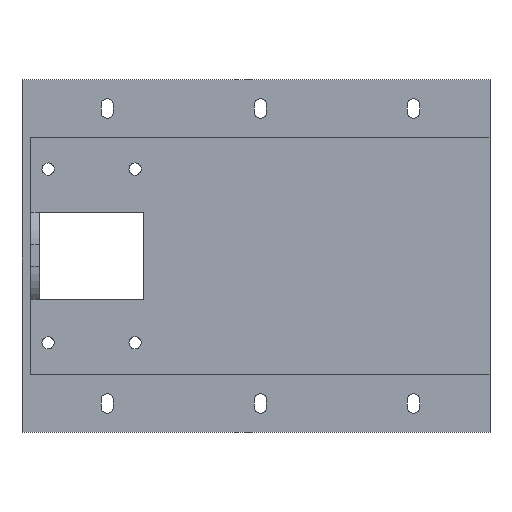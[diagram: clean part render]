
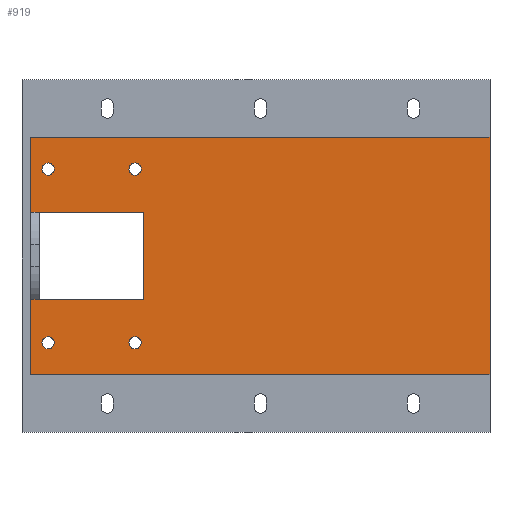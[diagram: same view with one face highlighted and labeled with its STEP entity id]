
A CAD part, top view. The second image highlights one B-rep face of the part: STEP entity #919.
In plain terms, the highlighted planar face has unit normal (0, 0, 1).
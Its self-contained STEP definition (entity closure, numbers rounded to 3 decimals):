
#16=FACE_BOUND('',#118,.T.);
#17=FACE_BOUND('',#119,.T.);
#18=FACE_BOUND('',#120,.T.);
#19=FACE_BOUND('',#121,.T.);
#40=PLANE('',#985);
#70=FACE_OUTER_BOUND('',#117,.T.);
#117=EDGE_LOOP('',(#652,#653,#654,#655,#656,#657,#658,#659,#660,#661));
#118=EDGE_LOOP('',(#662));
#119=EDGE_LOOP('',(#663));
#120=EDGE_LOOP('',(#664));
#121=EDGE_LOOP('',(#665));
#182=LINE('',#1338,#277);
#189=LINE('',#1356,#284);
#190=LINE('',#1359,#285);
#191=LINE('',#1361,#286);
#192=LINE('',#1362,#287);
#193=LINE('',#1364,#288);
#194=LINE('',#1366,#289);
#195=LINE('',#1368,#290);
#196=LINE('',#1370,#291);
#197=LINE('',#1371,#292);
#277=VECTOR('',#1074,10.);
#284=VECTOR('',#1091,10.);
#285=VECTOR('',#1094,10.);
#286=VECTOR('',#1095,10.);
#287=VECTOR('',#1096,10.);
#288=VECTOR('',#1097,10.);
#289=VECTOR('',#1098,10.);
#290=VECTOR('',#1099,10.);
#291=VECTOR('',#1100,10.);
#292=VECTOR('',#1101,10.);
#376=CIRCLE('',#986,2.1);
#377=CIRCLE('',#987,2.1);
#378=CIRCLE('',#988,2.1);
#379=CIRCLE('',#989,2.1);
#410=VERTEX_POINT('',#1331);
#413=VERTEX_POINT('',#1336);
#418=VERTEX_POINT('',#1350);
#419=VERTEX_POINT('',#1354);
#420=VERTEX_POINT('',#1358);
#421=VERTEX_POINT('',#1360);
#422=VERTEX_POINT('',#1363);
#423=VERTEX_POINT('',#1365);
#424=VERTEX_POINT('',#1367);
#425=VERTEX_POINT('',#1369);
#426=VERTEX_POINT('',#1372);
#427=VERTEX_POINT('',#1374);
#428=VERTEX_POINT('',#1376);
#429=VERTEX_POINT('',#1378);
#502=EDGE_CURVE('',#410,#413,#182,.T.);
#511=EDGE_CURVE('',#419,#418,#189,.T.);
#512=EDGE_CURVE('',#418,#420,#190,.T.);
#513=EDGE_CURVE('',#420,#421,#191,.T.);
#514=EDGE_CURVE('',#421,#410,#192,.T.);
#515=EDGE_CURVE('',#413,#422,#193,.T.);
#516=EDGE_CURVE('',#422,#423,#194,.T.);
#517=EDGE_CURVE('',#423,#424,#195,.T.);
#518=EDGE_CURVE('',#424,#425,#196,.T.);
#519=EDGE_CURVE('',#425,#419,#197,.T.);
#520=EDGE_CURVE('',#426,#426,#376,.T.);
#521=EDGE_CURVE('',#427,#427,#377,.T.);
#522=EDGE_CURVE('',#428,#428,#378,.T.);
#523=EDGE_CURVE('',#429,#429,#379,.T.);
#652=ORIENTED_EDGE('',*,*,#511,.T.);
#653=ORIENTED_EDGE('',*,*,#512,.T.);
#654=ORIENTED_EDGE('',*,*,#513,.T.);
#655=ORIENTED_EDGE('',*,*,#514,.T.);
#656=ORIENTED_EDGE('',*,*,#502,.T.);
#657=ORIENTED_EDGE('',*,*,#515,.T.);
#658=ORIENTED_EDGE('',*,*,#516,.T.);
#659=ORIENTED_EDGE('',*,*,#517,.T.);
#660=ORIENTED_EDGE('',*,*,#518,.T.);
#661=ORIENTED_EDGE('',*,*,#519,.T.);
#662=ORIENTED_EDGE('',*,*,#520,.T.);
#663=ORIENTED_EDGE('',*,*,#521,.T.);
#664=ORIENTED_EDGE('',*,*,#522,.T.);
#665=ORIENTED_EDGE('',*,*,#523,.T.);
#919=ADVANCED_FACE('',(#70,#16,#17,#18,#19),#40,.T.);
#985=AXIS2_PLACEMENT_3D('',#1357,#1092,#1093);
#986=AXIS2_PLACEMENT_3D('',#1373,#1102,#1103);
#987=AXIS2_PLACEMENT_3D('',#1375,#1104,#1105);
#988=AXIS2_PLACEMENT_3D('',#1377,#1106,#1107);
#989=AXIS2_PLACEMENT_3D('',#1379,#1108,#1109);
#1074=DIRECTION('',(-1.,0.,0.));
#1091=DIRECTION('',(1.,0.,0.));
#1092=DIRECTION('center_axis',(0.,0.,1.));
#1093=DIRECTION('ref_axis',(1.,0.,0.));
#1094=DIRECTION('',(1.,0.,0.));
#1095=DIRECTION('',(0.,-1.,0.));
#1096=DIRECTION('',(-1.,0.,0.));
#1097=DIRECTION('',(0.,-1.,0.));
#1098=DIRECTION('',(1.,0.,0.));
#1099=DIRECTION('',(0.,1.,0.));
#1100=DIRECTION('',(-1.,0.,0.));
#1101=DIRECTION('',(0.,-1.,0.));
#1102=DIRECTION('center_axis',(0.,0.,-1.));
#1103=DIRECTION('ref_axis',(1.,0.,0.));
#1104=DIRECTION('center_axis',(0.,0.,-1.));
#1105=DIRECTION('ref_axis',(1.,0.,0.));
#1106=DIRECTION('center_axis',(0.,0.,-1.));
#1107=DIRECTION('ref_axis',(1.,0.,0.));
#1108=DIRECTION('center_axis',(0.,0.,-1.));
#1109=DIRECTION('ref_axis',(1.,0.,0.));
#1331=CARTESIAN_POINT('',(-76.25,-15.,9.9));
#1336=CARTESIAN_POINT('',(-79.25,-15.,9.9));
#1338=CARTESIAN_POINT('',(-39.625,-15.,9.9));
#1350=CARTESIAN_POINT('',(-76.25,15.,9.9));
#1354=CARTESIAN_POINT('',(-79.25,15.,9.9));
#1356=CARTESIAN_POINT('',(-38.125,15.,9.9));
#1357=CARTESIAN_POINT('Origin',(0.,0.,9.9));
#1358=CARTESIAN_POINT('',(-40.25,15.,9.9));
#1359=CARTESIAN_POINT('',(-40.25,15.,9.9));
#1360=CARTESIAN_POINT('',(-40.25,-15.,9.9));
#1361=CARTESIAN_POINT('',(-40.25,-15.,9.9));
#1362=CARTESIAN_POINT('',(-76.25,-15.,9.9));
#1363=CARTESIAN_POINT('',(-79.25,-40.9,9.9));
#1364=CARTESIAN_POINT('',(-79.25,-40.9,9.9));
#1365=CARTESIAN_POINT('',(79.25,-40.9,9.9));
#1366=CARTESIAN_POINT('',(79.25,-40.9,9.9));
#1367=CARTESIAN_POINT('',(79.25,40.9,9.9));
#1368=CARTESIAN_POINT('',(79.25,40.9,9.9));
#1369=CARTESIAN_POINT('',(-79.25,40.9,9.9));
#1370=CARTESIAN_POINT('',(-79.25,40.9,9.9));
#1371=CARTESIAN_POINT('',(-79.25,-40.9,9.9));
#1372=CARTESIAN_POINT('',(-75.35,-30.,9.9));
#1373=CARTESIAN_POINT('Origin',(-73.25,-30.,9.9));
#1374=CARTESIAN_POINT('',(-45.35,-30.,9.9));
#1375=CARTESIAN_POINT('Origin',(-43.25,-30.,9.9));
#1376=CARTESIAN_POINT('',(-45.35,30.,9.9));
#1377=CARTESIAN_POINT('Origin',(-43.25,30.,9.9));
#1378=CARTESIAN_POINT('',(-75.35,30.,9.9));
#1379=CARTESIAN_POINT('Origin',(-73.25,30.,9.9));
